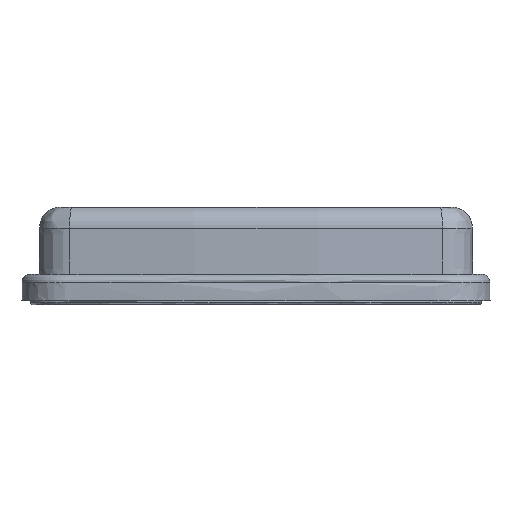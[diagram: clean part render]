
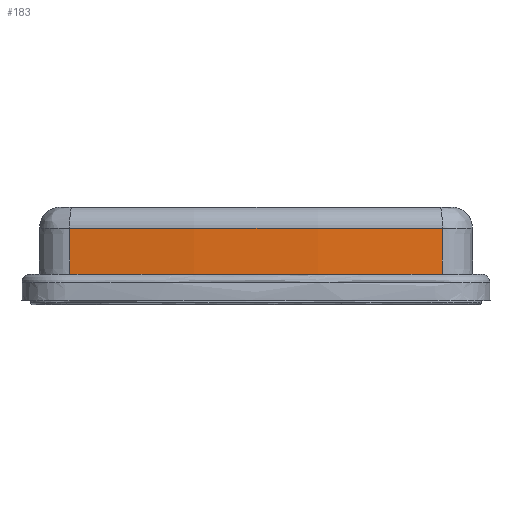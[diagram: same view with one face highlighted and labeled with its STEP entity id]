
A CAD part, left-side view. The second image highlights one B-rep face of the part: STEP entity #183.
In plain terms, the highlighted cylindrical face has radius 177.959 mm (diameter 355.918 mm), a partial arc.
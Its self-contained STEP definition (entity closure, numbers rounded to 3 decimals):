
#73=CYLINDRICAL_SURFACE('',#1660,177.959);
#93=FACE_OUTER_BOUND('',#390,.T.);
#183=ADVANCED_FACE('',(#93),#73,.T.);
#390=EDGE_LOOP('',(#564,#565,#566,#567));
#564=ORIENTED_EDGE('',*,*,#1016,.F.);
#565=ORIENTED_EDGE('',*,*,#1017,.T.);
#566=ORIENTED_EDGE('',*,*,#1013,.T.);
#567=ORIENTED_EDGE('',*,*,#1018,.F.);
#889=VERTEX_POINT('',#3562);
#890=VERTEX_POINT('',#3563);
#891=VERTEX_POINT('',#3607);
#892=VERTEX_POINT('',#3608);
#1013=EDGE_CURVE('',#889,#890,#1375,.T.);
#1016=EDGE_CURVE('',#891,#892,#1376,.T.);
#1017=EDGE_CURVE('',#891,#889,#1220,.T.);
#1018=EDGE_CURVE('',#892,#890,#1221,.T.);
#1220=CIRCLE('',#1658,177.959);
#1221=CIRCLE('',#1659,177.959);
#1375=LINE('',#3561,#1473);
#1376=LINE('',#3606,#1475);
#1473=VECTOR('',#1826,1.);
#1475=VECTOR('',#1828,1.);
#1658=AXIS2_PLACEMENT_3D('',#3609,#1829,#1830);
#1659=AXIS2_PLACEMENT_3D('',#3610,#1831,#1832);
#1660=AXIS2_PLACEMENT_3D('',#3611,#1833,#1834);
#1826=DIRECTION('',(0.,0.,-1.));
#1828=DIRECTION('',(0.,0.,-1.));
#1829=DIRECTION('',(0.,0.,-1.));
#1830=DIRECTION('',(-1.,0.,0.));
#1831=DIRECTION('',(0.,0.,-1.));
#1832=DIRECTION('',(1.,0.,0.));
#1833=DIRECTION('',(0.,0.,-1.));
#1834=DIRECTION('',(-1.,0.,0.));
#3561=CARTESIAN_POINT('',(-82.105,21.91,11.));
#3562=CARTESIAN_POINT('',(-82.105,21.91,8.5));
#3563=CARTESIAN_POINT('',(-82.105,21.91,3.1));
#3606=CARTESIAN_POINT('',(-82.105,-21.91,11.));
#3607=CARTESIAN_POINT('',(-82.105,-21.91,8.5));
#3608=CARTESIAN_POINT('',(-82.105,-21.91,3.1));
#3609=CARTESIAN_POINT('',(94.5,0.,8.5));
#3610=CARTESIAN_POINT('',(94.5,0.,3.1));
#3611=CARTESIAN_POINT('',(94.5,0.,11.));
